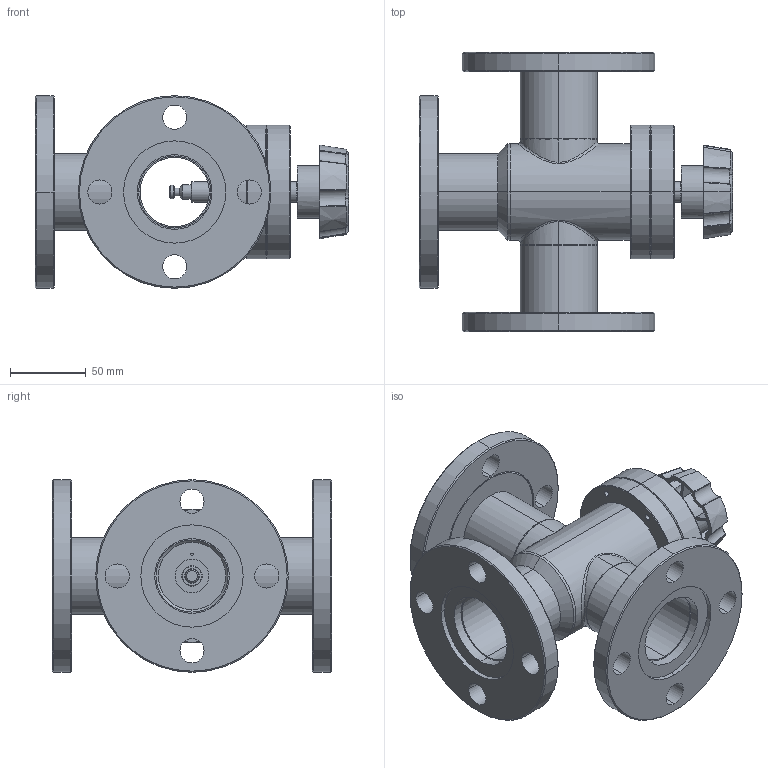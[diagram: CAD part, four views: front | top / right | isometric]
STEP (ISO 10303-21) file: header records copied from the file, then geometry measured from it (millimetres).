
FILE_DESCRIPTION (( 'STEP AP214' ), '1' );
FILE_NAME ('T-2000-H-ASA_TEE_VALVE_MANUAL.STEP', '2020-05-07T05:00:21', ( 'admin' ), ( 'Microsoft' ), 'SwSTEP 2.0', 'SolidWorks 2016', '' );
FILE_SCHEMA (( 'AUTOMOTIVE_DESIGN' ));
Length unit declared in the file: inch
Products named in the file (1): T-2000-H-ASA_TEE_VALVE_MANUAL
Bounding box: 207.03 x 184.15 x 127 mm (x, y, z)
Volume: 627902.4 mm3; surface area: 255834.9 mm2
Topology: 16 solids, 16 shells, 409 faces, 993 edges, 643 vertices
Faces by surface type: cylinder 196, cone 103, plane 92, bspline 18
Entity records: 16774 total; most frequent: CARTESIAN_POINT 6843, DIRECTION 2046, ORIENTED_EDGE 1986, EDGE_CURVE 993, AXIS2_PLACEMENT_3D 865, VERTEX_POINT 643, EDGE_LOOP 518, CIRCLE 473
